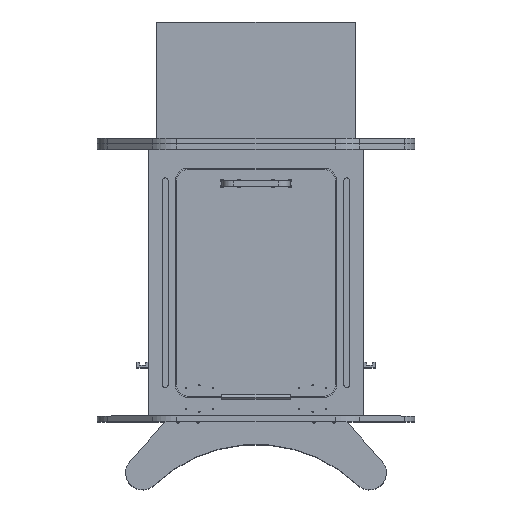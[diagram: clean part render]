
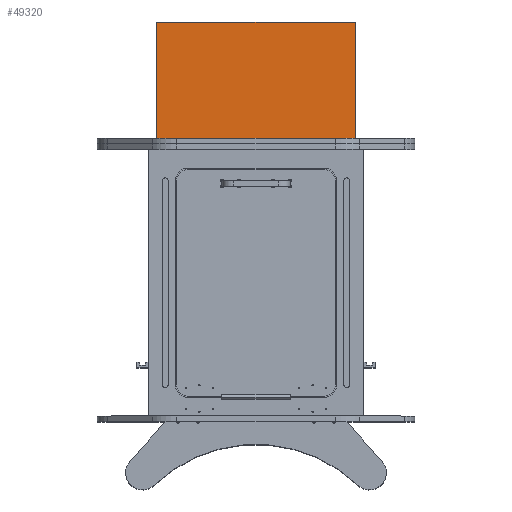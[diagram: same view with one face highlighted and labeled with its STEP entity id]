
A CAD part, top view. The second image highlights one B-rep face of the part: STEP entity #49320.
In plain terms, the highlighted planar face has unit normal (0, 0, 1).
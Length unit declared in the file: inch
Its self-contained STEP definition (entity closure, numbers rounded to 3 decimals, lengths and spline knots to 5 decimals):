
#95 = EDGE_LOOP ( 'NONE', ( #21624, #20737, #1614, #15325 ) ) ;
#460 = DIRECTION ( 'NONE',  ( 1., 0., 0. ) ) ;
#1614 = ORIENTED_EDGE ( 'NONE', *, *, #18022, .F. ) ;
#4795 = FACE_OUTER_BOUND ( 'NONE', #95, .T. ) ;
#5428 = DIRECTION ( 'NONE',  ( 0., -1., 0. ) ) ;
#5442 = CARTESIAN_POINT ( 'NONE',  ( -8.75, 35.25, 7.25 ) ) ;
#6845 = LINE ( 'NONE', #30659, #22733 ) ;
#8274 = EDGE_CURVE ( 'NONE', #42515, #16954, #33745, .T. ) ;
#10233 = PLANE ( 'NONE',  #28662 ) ;
#12724 = CARTESIAN_POINT ( 'NONE',  ( -8.75, 25., 7.25 ) ) ;
#14623 = EDGE_CURVE ( 'NONE', #16954, #33737, #46519, .T. ) ;
#15325 = ORIENTED_EDGE ( 'NONE', *, *, #8274, .T. ) ;
#16954 = VERTEX_POINT ( 'NONE', #22765 ) ;
#17463 = DIRECTION ( 'NONE',  ( 0., -1., 0. ) ) ;
#18022 = EDGE_CURVE ( 'NONE', #42515, #40513, #6845, .T. ) ;
#20737 = ORIENTED_EDGE ( 'NONE', *, *, #54779, .F. ) ;
#21624 = ORIENTED_EDGE ( 'NONE', *, *, #14623, .T. ) ;
#22733 = VECTOR ( 'NONE', #460, 39.37008 ) ;
#22765 = CARTESIAN_POINT ( 'NONE',  ( -8.75, 25., 7.25 ) ) ;
#26266 = VECTOR ( 'NONE', #5428, 39.37008 ) ;
#26810 = LINE ( 'NONE', #31954, #59979 ) ;
#28662 = AXIS2_PLACEMENT_3D ( 'NONE', #5442, #35020, #50124 ) ;
#30659 = CARTESIAN_POINT ( 'NONE',  ( -8.75, 35.25, 7.25 ) ) ;
#31344 = CARTESIAN_POINT ( 'NONE',  ( 8.75, 35.25, 7.25 ) ) ;
#31954 = CARTESIAN_POINT ( 'NONE',  ( 8.75, 35.25, 7.25 ) ) ;
#33704 = CARTESIAN_POINT ( 'NONE',  ( -8.75, 35.25, 7.25 ) ) ;
#33737 = VERTEX_POINT ( 'NONE', #34316 ) ;
#33745 = LINE ( 'NONE', #53350, #26266 ) ;
#34316 = CARTESIAN_POINT ( 'NONE',  ( 8.75, 25., 7.25 ) ) ;
#35020 = DIRECTION ( 'NONE',  ( 0., 0., -1. ) ) ;
#40513 = VERTEX_POINT ( 'NONE', #31344 ) ;
#42515 = VERTEX_POINT ( 'NONE', #33704 ) ;
#44007 = VECTOR ( 'NONE', #50713, 39.37008 ) ;
#46519 = LINE ( 'NONE', #12724, #44007 ) ;
#49320 = ADVANCED_FACE ( 'NONE', ( #4795 ), #10233, .F. ) ;
#50124 = DIRECTION ( 'NONE',  ( -1., 0., 0. ) ) ;
#50713 = DIRECTION ( 'NONE',  ( 1., 0., 0. ) ) ;
#53350 = CARTESIAN_POINT ( 'NONE',  ( -8.75, 35.25, 7.25 ) ) ;
#54779 = EDGE_CURVE ( 'NONE', #40513, #33737, #26810, .T. ) ;
#59979 = VECTOR ( 'NONE', #17463, 39.37008 ) ;
